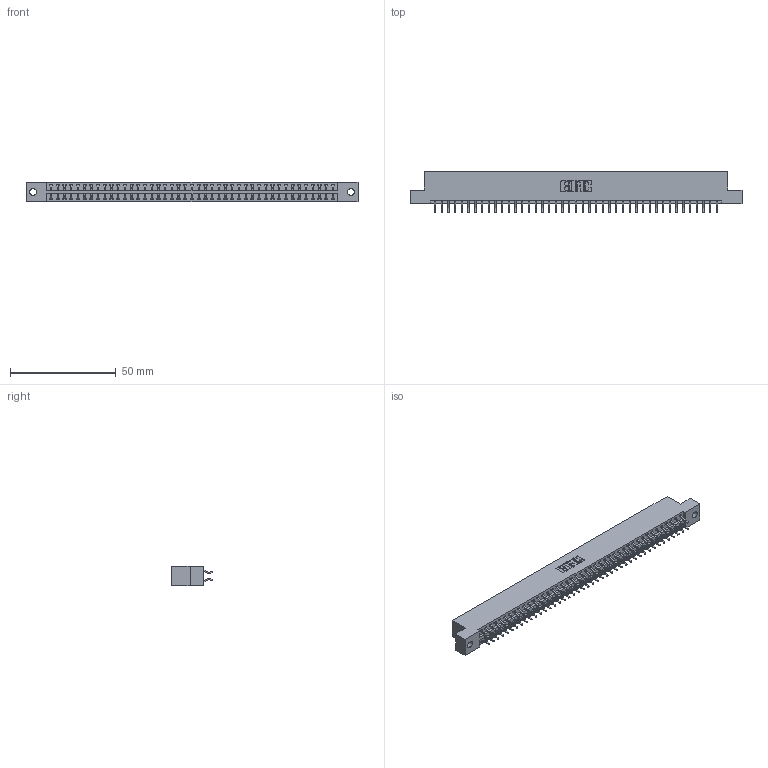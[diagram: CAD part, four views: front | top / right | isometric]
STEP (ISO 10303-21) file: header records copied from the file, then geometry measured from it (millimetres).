
FILE_DESCRIPTION (( 'STEP AP203' ), '1' );
FILE_NAME ('346-086-556-202.STEP', '2022-05-25T23:05:29', ( '' ), ( '' ), 'SwSTEP 2.0', 'SolidWorks 2020', '' );
FILE_SCHEMA (( 'CONFIG_CONTROL_DESIGN' ));
Length unit declared in the file: inch
Products named in the file (3): 346-086-556-202; 345-292-001_556 Tail; 346 Part_Flush Mounting Lugs - 0.128 Dia
Assembly tree (87 placements, depth 2):
  346-086-556-202
    346 Part_Flush Mounting Lugs - 0.128 Dia
    345-292-001_556 Tail  x86
Bounding box: 157.1 x 19.57 x 9.4 mm (x, y, z)
Volume: 15286.8 mm3; surface area: 20679.3 mm2
Topology: 87 solids, 87 shells, 5110 faces, 15207 edges, 10022 vertices
Faces by surface type: plane 3430, cylinder 1680
Entity records: 28151 total; most frequent: CARTESIAN_POINT 4652, ORIENTED_EDGE 4574, DIRECTION 4139, EDGE_CURVE 2287, VECTOR 1975, LINE 1975, VERTEX_POINT 1522, AXIS2_PLACEMENT_3D 1082
